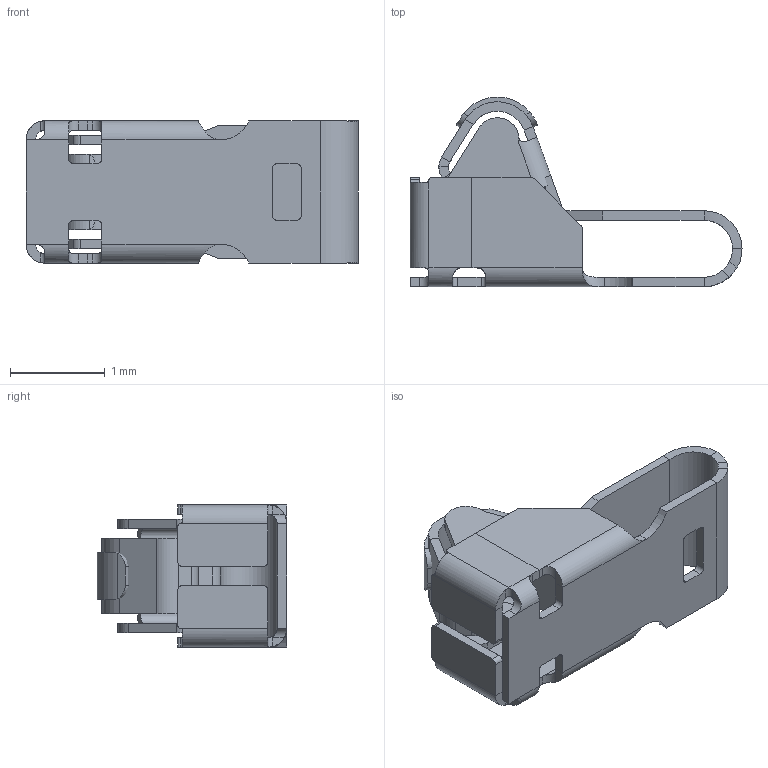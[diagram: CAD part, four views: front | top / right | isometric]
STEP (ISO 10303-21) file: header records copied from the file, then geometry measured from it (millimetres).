
FILE_DESCRIPTION(/* description */ (''),/* implementation_level */ '2;1');
FILE_NAME(/* name */ 'S7271-45.stp.ipt.stp',/* time_stamp */ '2023-05-03T21:57:59+02:00',/* author */ ('wpreston'),/* organization */ (''),/* preprocessor_version */ 'ST-DEVELOPER v19.2',/* originating_system */ 'Autodesk Inventor 2024',/* authorisation */ '');
FILE_SCHEMA (('AUTOMOTIVE_DESIGN { 1 0 10303 214 3 1 1 }'));
Length unit declared in the file: millimetre
Products named in the file (1): S7271-45
Bounding box: 3.5 x 2 x 1.5 mm (x, y, z)
Volume: 1.6 mm3; surface area: 36.3 mm2
Topology: 2 solids, 2 shells, 206 faces, 519 edges, 309 vertices
Faces by surface type: plane 120, cylinder 78, bspline 8
Entity records: 7398 total; most frequent: CARTESIAN_POINT 2351, ORIENTED_EDGE 1038, DIRECTION 982, EDGE_CURVE 519, LINE 330, VECTOR 330, AXIS2_PLACEMENT_3D 326, VERTEX_POINT 309
